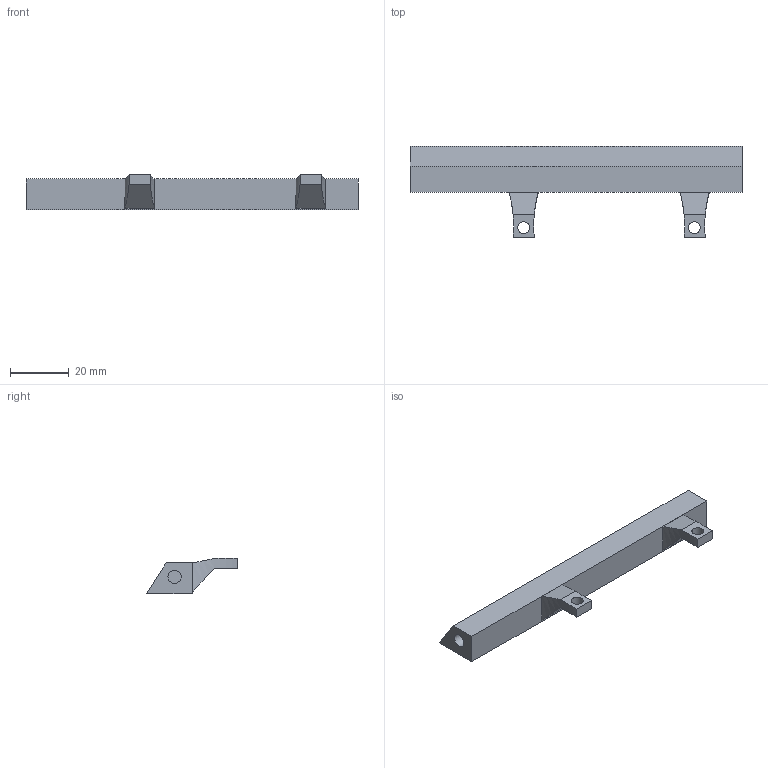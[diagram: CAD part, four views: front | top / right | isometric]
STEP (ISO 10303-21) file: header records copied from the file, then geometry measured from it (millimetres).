
FILE_DESCRIPTION(/* description */ (''),/* implementation_level */ '2;1');
FILE_NAME(/* name */ 'raspi_support_l.step',/* time_stamp */ '2024-05-01T19:16:52+02:00',/* author */ (''),/* organization */ (''),/* preprocessor_version */ 'ST-DEVELOPER v20',/* originating_system */ 'Autodesk Translation Framework v12.20.1.177',/* authorisation */ '');
FILE_SCHEMA (('AUTOMOTIVE_DESIGN { 1 0 10303 214 3 1 1 }'));
Length unit declared in the file: millimetre
Products named in the file (1): raspi_support_l
Bounding box: 112.81 x 30.96 x 12.04 mm (x, y, z)
Volume: 15166.8 mm3; surface area: 6756.8 mm2
Topology: 1 solids, 1 shells, 32 faces, 78 edges, 52 vertices
Faces by surface type: plane 23, cylinder 5, cone 4
Full cylindrical faces by diameter (mm): 4.002 x2, 4.5 x1
Entity records: 981 total; most frequent: CARTESIAN_POINT 179, DIRECTION 162, ORIENTED_EDGE 156, EDGE_CURVE 78, AXIS2_PLACEMENT_3D 59, VERTEX_POINT 52, LINE 44, VECTOR 44
